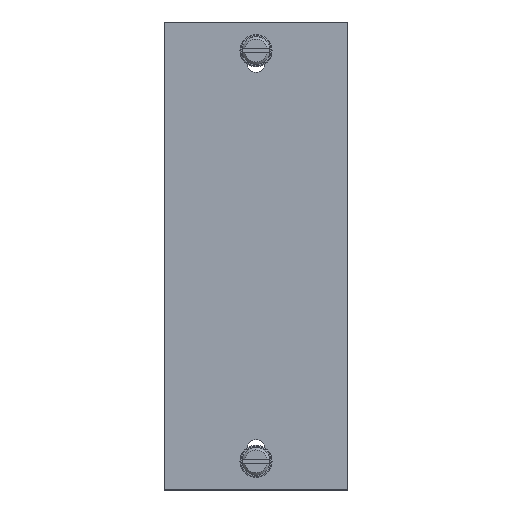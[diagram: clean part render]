
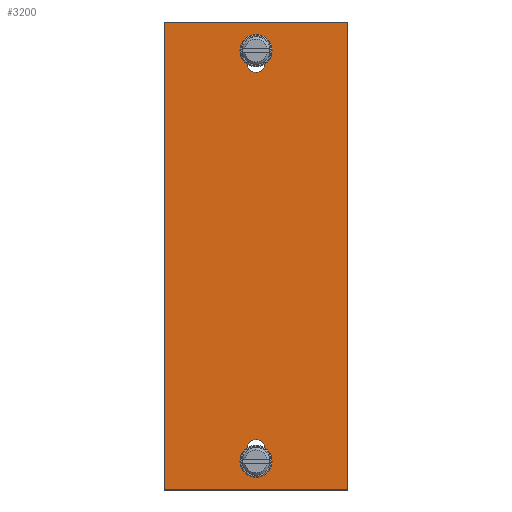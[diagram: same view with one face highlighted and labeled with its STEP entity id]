
A CAD part, top view. The second image highlights one B-rep face of the part: STEP entity #3200.
In plain terms, the highlighted planar face has unit normal (0, 0, 1).
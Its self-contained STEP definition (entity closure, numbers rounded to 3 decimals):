
#73=DIRECTION('',(0.,-1.,0.));
#74=VECTOR('',#73,102.2);
#75=CARTESIAN_POINT('',(-20.,51.1,2.));
#76=LINE('',#75,#74);
#77=DIRECTION('',(-1.,0.,0.));
#78=VECTOR('',#77,40.);
#79=CARTESIAN_POINT('',(20.,51.1,2.));
#80=LINE('',#79,#78);
#81=DIRECTION('',(0.,1.,0.));
#82=VECTOR('',#81,102.2);
#83=CARTESIAN_POINT('',(20.,-51.1,2.));
#84=LINE('',#83,#82);
#85=DIRECTION('',(1.,0.,0.));
#86=VECTOR('',#85,40.);
#87=CARTESIAN_POINT('',(-20.,-51.1,2.));
#88=LINE('',#87,#86);
#89=CARTESIAN_POINT('',(0.,-44.85,2.));
#90=DIRECTION('',(0.,0.,1.));
#91=DIRECTION('',(1.,0.,0.));
#92=AXIS2_PLACEMENT_3D('',#89,#90,#91);
#94=CARTESIAN_POINT('',(0.,-42.1,2.));
#95=DIRECTION('',(0.,0.,1.));
#96=DIRECTION('',(0.998,0.063,0.));
#97=AXIS2_PLACEMENT_3D('',#94,#95,#96);
#99=CARTESIAN_POINT('',(0.,-44.85,2.));
#100=DIRECTION('',(0.,0.,1.));
#101=DIRECTION('',(-0.57,0.821,0.));
#102=AXIS2_PLACEMENT_3D('',#99,#100,#101);
#104=CARTESIAN_POINT('',(0.,-44.85,2.));
#105=DIRECTION('',(0.,0.,1.));
#106=DIRECTION('',(-1.,0.,0.));
#107=AXIS2_PLACEMENT_3D('',#104,#105,#106);
#109=CARTESIAN_POINT('',(0.,44.85,2.));
#110=DIRECTION('',(0.,0.,1.));
#111=DIRECTION('',(1.,0.,0.));
#112=AXIS2_PLACEMENT_3D('',#109,#110,#111);
#114=CARTESIAN_POINT('',(0.,44.85,2.));
#115=DIRECTION('',(0.,0.,1.));
#116=DIRECTION('',(-1.,0.,0.));
#117=AXIS2_PLACEMENT_3D('',#114,#115,#116);
#119=CARTESIAN_POINT('',(0.,42.1,2.));
#120=DIRECTION('',(0.,0.,1.));
#121=DIRECTION('',(-0.998,-0.063,0.));
#122=AXIS2_PLACEMENT_3D('',#119,#120,#121);
#124=CARTESIAN_POINT('',(0.,44.85,2.));
#125=DIRECTION('',(0.,0.,1.));
#126=DIRECTION('',(0.57,-0.821,0.));
#127=AXIS2_PLACEMENT_3D('',#124,#125,#126);
#2589=CARTESIAN_POINT('',(-20.,51.1,2.));
#2590=CARTESIAN_POINT('',(-20.,-51.1,2.));
#2591=VERTEX_POINT('',#2589);
#2592=VERTEX_POINT('',#2590);
#2593=CARTESIAN_POINT('',(20.,-51.1,2.));
#2594=VERTEX_POINT('',#2593);
#2595=CARTESIAN_POINT('',(20.,51.1,2.));
#2596=VERTEX_POINT('',#2595);
#2609=CARTESIAN_POINT('',(3.5,-44.85,2.));
#2610=CARTESIAN_POINT('',(1.996,-41.975,2.));
#2611=VERTEX_POINT('',#2609);
#2612=VERTEX_POINT('',#2610);
#2613=CARTESIAN_POINT('',(-1.996,-41.975,2.));
#2614=CARTESIAN_POINT('',(-3.5,-44.85,2.));
#2615=VERTEX_POINT('',#2613);
#2616=VERTEX_POINT('',#2614);
#2637=CARTESIAN_POINT('',(3.5,44.85,2.));
#2638=CARTESIAN_POINT('',(-3.5,44.85,2.));
#2639=VERTEX_POINT('',#2637);
#2640=VERTEX_POINT('',#2638);
#2641=CARTESIAN_POINT('',(-1.996,41.975,2.));
#2642=VERTEX_POINT('',#2641);
#2643=CARTESIAN_POINT('',(1.996,41.975,2.));
#2644=VERTEX_POINT('',#2643);
#3169=CARTESIAN_POINT('',(0.,0.,2.));
#3170=DIRECTION('',(0.,0.,1.));
#3171=DIRECTION('',(1.,0.,0.));
#3172=AXIS2_PLACEMENT_3D('',#3169,#3170,#3171);
#3173=PLANE('',#3172);
#3174=ORIENTED_EDGE('',*,*,#3121,.F.);
#3175=ORIENTED_EDGE('',*,*,#3136,.F.);
#3176=ORIENTED_EDGE('',*,*,#3150,.F.);
#3177=ORIENTED_EDGE('',*,*,#3163,.F.);
#3178=EDGE_LOOP('',(#3174,#3175,#3176,#3177));
#3179=FACE_OUTER_BOUND('',#3178,.F.);
#3181=ORIENTED_EDGE('',*,*,#3180,.T.);
#3183=ORIENTED_EDGE('',*,*,#3182,.T.);
#3185=ORIENTED_EDGE('',*,*,#3184,.T.);
#3187=ORIENTED_EDGE('',*,*,#3186,.T.);
#3188=EDGE_LOOP('',(#3181,#3183,#3185,#3187));
#3189=FACE_BOUND('',#3188,.F.);
#3191=ORIENTED_EDGE('',*,*,#3190,.T.);
#3193=ORIENTED_EDGE('',*,*,#3192,.T.);
#3195=ORIENTED_EDGE('',*,*,#3194,.T.);
#3197=ORIENTED_EDGE('',*,*,#3196,.T.);
#3198=EDGE_LOOP('',(#3191,#3193,#3195,#3197));
#3199=FACE_BOUND('',#3198,.F.);
#3200=ADVANCED_FACE('',(#3179,#3189,#3199),#3173,.T.);
#93=CIRCLE('',#92,3.5);
#98=CIRCLE('',#97,2.);
#103=CIRCLE('',#102,3.5);
#108=CIRCLE('',#107,3.5);
#113=CIRCLE('',#112,3.5);
#118=CIRCLE('',#117,3.5);
#123=CIRCLE('',#122,2.);
#128=CIRCLE('',#127,3.5);
#3121=EDGE_CURVE('',#2591,#2592,#76,.T.);
#3136=EDGE_CURVE('',#2596,#2591,#80,.T.);
#3150=EDGE_CURVE('',#2594,#2596,#84,.T.);
#3163=EDGE_CURVE('',#2592,#2594,#88,.T.);
#3180=EDGE_CURVE('',#2611,#2612,#93,.T.);
#3182=EDGE_CURVE('',#2612,#2615,#98,.T.);
#3184=EDGE_CURVE('',#2615,#2616,#103,.T.);
#3186=EDGE_CURVE('',#2616,#2611,#108,.T.);
#3190=EDGE_CURVE('',#2639,#2640,#113,.T.);
#3192=EDGE_CURVE('',#2640,#2642,#118,.T.);
#3194=EDGE_CURVE('',#2642,#2644,#123,.T.);
#3196=EDGE_CURVE('',#2644,#2639,#128,.T.);
